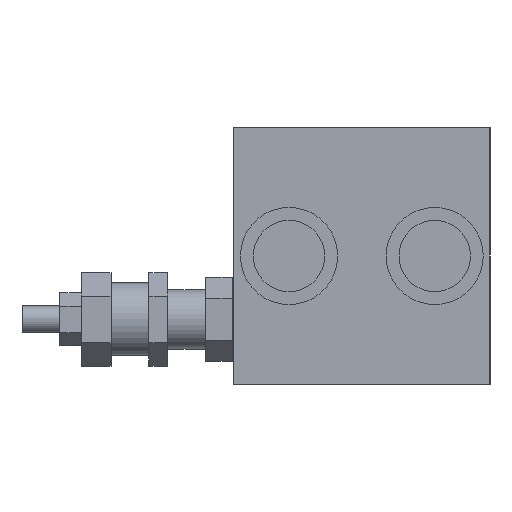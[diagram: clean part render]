
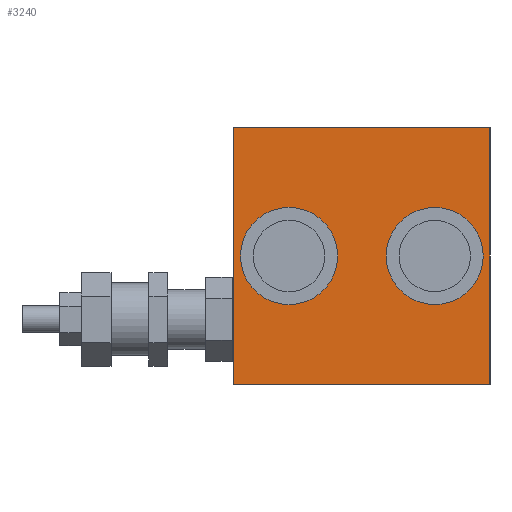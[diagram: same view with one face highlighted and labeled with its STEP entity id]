
A CAD part, left-side view. The second image highlights one B-rep face of the part: STEP entity #3240.
In plain terms, the highlighted planar face has unit normal (-1, 0, 0).
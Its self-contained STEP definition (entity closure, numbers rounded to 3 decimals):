
#1260 = VERTEX_POINT( '', #3536 );
#1556 = EDGE_CURVE( '', #2460, #1260, #3865, .T. );
#1794 = EDGE_CURVE( '', #1260, #1854, #4139, .T. );
#1854 = VERTEX_POINT( '', #4214 );
#2170 = VERTEX_POINT( '', #4601 );
#2390 = EDGE_CURVE( '', #2728, #2170, #4847, .T. );
#2412 = EDGE_CURVE( '', #1854, #3216, #4870, .T. );
#2460 = VERTEX_POINT( '', #4924 );
#2726 = EDGE_CURVE( '', #3376, #3194, #5220, .T. );
#2728 = VERTEX_POINT( '', #5222 );
#2814 = EDGE_CURVE( '', #2170, #2728, #5314, .T. );
#2926 = EDGE_CURVE( '', #2460, #3216, #5439, .T. );
#3194 = VERTEX_POINT( '', #5743 );
#3216 = VERTEX_POINT( '', #5768 );
#3240 = ADVANCED_FACE( '', ( #5795, #5796, #5797 ), #5798, .F. );
#3332 = EDGE_CURVE( '', #3194, #3376, #5904, .T. );
#3376 = VERTEX_POINT( '', #5953 );
#3536 = CARTESIAN_POINT( '', ( 790., 0., 140. ) );
#3865 = LINE( '', #6590, #6591 );
#4139 = LINE( '', #6942, #6943 );
#4214 = CARTESIAN_POINT( '', ( 790., 0., 45. ) );
#4601 = CARTESIAN_POINT( '', ( 790., 38.5, 92.5 ) );
#4847 = CIRCLE( '', #7846, 18. );
#4870 = LINE( '', #7876, #7877 );
#4924 = CARTESIAN_POINT( '', ( 790., 95., 140. ) );
#5220 = CIRCLE( '', #8345, 18. );
#5222 = CARTESIAN_POINT( '', ( 790., 2.5, 92.5 ) );
#5314 = CIRCLE( '', #8471, 18. );
#5439 = LINE( '', #8629, #8630 );
#5743 = CARTESIAN_POINT( '', ( 790., 92.5, 92.5 ) );
#5768 = CARTESIAN_POINT( '', ( 790., 95., 45. ) );
#5795 = FACE_BOUND( '', #9078, .T. );
#5796 = FACE_BOUND( '', #9079, .T. );
#5797 = FACE_OUTER_BOUND( '', #9080, .T. );
#5798 = PLANE( '', #9081 );
#5904 = CIRCLE( '', #9228, 18. );
#5953 = CARTESIAN_POINT( '', ( 790., 56.5, 92.5 ) );
#6590 = CARTESIAN_POINT( '', ( 790., 47.5, 140. ) );
#6591 = VECTOR( '', #9866, 1. );
#6942 = CARTESIAN_POINT( '', ( 790., 0., 92.5 ) );
#6943 = VECTOR( '', #10183, 1. );
#7846 = AXIS2_PLACEMENT_3D( '', #11099, #11100, #11101 );
#7876 = CARTESIAN_POINT( '', ( 790., 47.5, 45. ) );
#7877 = VECTOR( '', #11127, 1. );
#8345 = AXIS2_PLACEMENT_3D( '', #11523, #11524, #11525 );
#8471 = AXIS2_PLACEMENT_3D( '', #11613, #11614, #11615 );
#8629 = CARTESIAN_POINT( '', ( 790., 95., 92.5 ) );
#8630 = VECTOR( '', #11760, 1. );
#9078 = EDGE_LOOP( '', ( #12193, #12194 ) );
#9079 = EDGE_LOOP( '', ( #12195, #12196 ) );
#9080 = EDGE_LOOP( '', ( #12197, #12198, #12199, #12200 ) );
#9081 = AXIS2_PLACEMENT_3D( '', #12201, #12202, #12203 );
#9228 = AXIS2_PLACEMENT_3D( '', #12354, #12355, #12356 );
#9866 = DIRECTION( '', ( 0., -1., 0. ) );
#10183 = DIRECTION( '', ( 0., 0., -1. ) );
#11099 = CARTESIAN_POINT( '', ( 790., 20.5, 92.5 ) );
#11100 = DIRECTION( '', ( 1., 0., 0. ) );
#11101 = DIRECTION( '', ( 0., 1., 0. ) );
#11127 = DIRECTION( '', ( 0., 1., 0. ) );
#11523 = CARTESIAN_POINT( '', ( 790., 74.5, 92.5 ) );
#11524 = DIRECTION( '', ( 1., 0., 0. ) );
#11525 = DIRECTION( '', ( 0., 1., 0. ) );
#11613 = CARTESIAN_POINT( '', ( 790., 20.5, 92.5 ) );
#11614 = DIRECTION( '', ( 1., 0., 0. ) );
#11615 = DIRECTION( '', ( 0., 1., 0. ) );
#11760 = DIRECTION( '', ( 0., 0., -1. ) );
#12193 = ORIENTED_EDGE( '', *, *, #3332, .T. );
#12194 = ORIENTED_EDGE( '', *, *, #2726, .T. );
#12195 = ORIENTED_EDGE( '', *, *, #2814, .T. );
#12196 = ORIENTED_EDGE( '', *, *, #2390, .T. );
#12197 = ORIENTED_EDGE( '', *, *, #2926, .T. );
#12198 = ORIENTED_EDGE( '', *, *, #2412, .F. );
#12199 = ORIENTED_EDGE( '', *, *, #1794, .F. );
#12200 = ORIENTED_EDGE( '', *, *, #1556, .F. );
#12201 = CARTESIAN_POINT( '', ( 790., 47.5, 92.5 ) );
#12202 = DIRECTION( '', ( 1., 0., 0. ) );
#12203 = DIRECTION( '', ( 0., 0., -1. ) );
#12354 = CARTESIAN_POINT( '', ( 790., 74.5, 92.5 ) );
#12355 = DIRECTION( '', ( 1., 0., 0. ) );
#12356 = DIRECTION( '', ( 0., 1., 0. ) );
